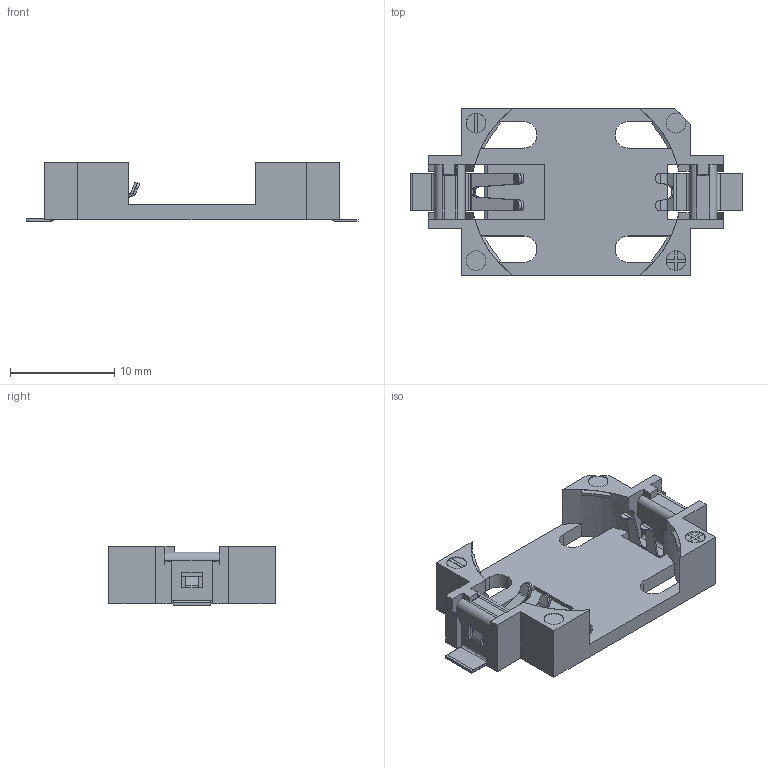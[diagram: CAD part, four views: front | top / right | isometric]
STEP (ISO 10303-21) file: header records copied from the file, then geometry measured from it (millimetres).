
FILE_DESCRIPTION( ( 'Unknown' ), '1' );
FILE_NAME( '79527141.stp', 'Unknown', ( 'Unknown' ), ( 'Unknown' ), 'PSStep 14.0', 'Unknown', ' ' );
FILE_SCHEMA( ( 'AUTOMOTIVE_DESIGN { 1 0 10303 214 1 1 1 1 }' ) );
Length unit declared in the file: millimetre
Products named in the file (4): Assem1; pin_2; Insulator; pin_1
Bounding box: 31.9 x 16 x 5.65 mm (x, y, z)
Volume: 1631.2 mm3; surface area: 3444.4 mm2
Topology: 6 solids, 6 shells, 572 faces, 1562 edges, 1004 vertices
Faces by surface type: plane 434, cylinder 114, cone 16, bspline 8
Full cylindrical faces by diameter (mm): 1.9 x6
Entity records: 11310 total; most frequent: CARTESIAN_POINT 1646, ORIENTED_EDGE 1552, DIRECTION 1480, EDGE_CURVE 776, LINE 628, VECTOR 628, VERTEX_POINT 500, AXIS2_PLACEMENT_3D 426
